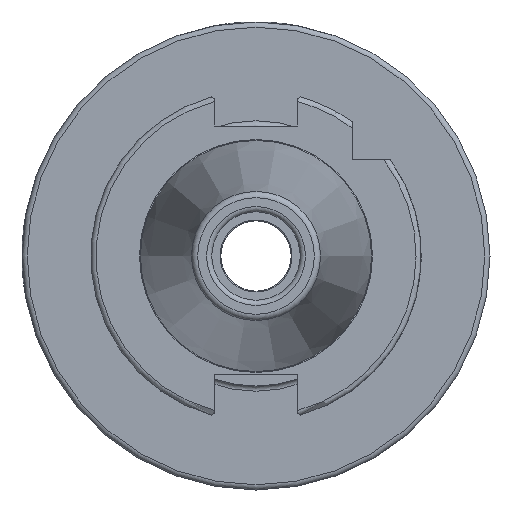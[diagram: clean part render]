
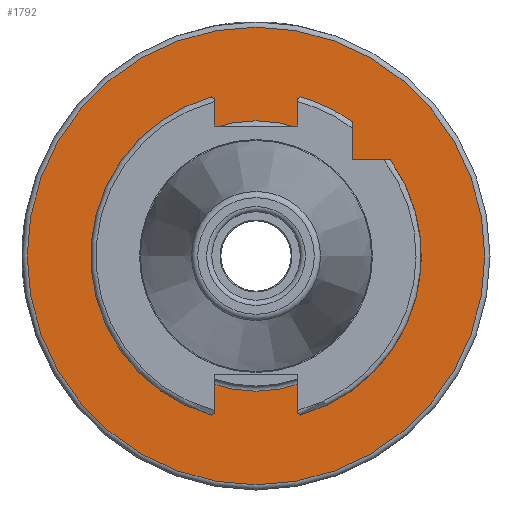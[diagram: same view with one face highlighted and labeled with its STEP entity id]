
A CAD part, left-side view. The second image highlights one B-rep face of the part: STEP entity #1792.
In plain terms, the highlighted planar face has unit normal (-1, 0, 0).
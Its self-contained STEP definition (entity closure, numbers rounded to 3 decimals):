
#51=FACE_BOUND('',#304,.T.);
#65=PLANE('',#1978);
#195=FACE_OUTER_BOUND('',#303,.T.);
#303=EDGE_LOOP('',(#1253));
#304=EDGE_LOOP('',(#1254));
#664=CIRCLE('',#1977,26.);
#665=CIRCLE('',#1979,44.);
#775=VERTEX_POINT('',#2890);
#776=VERTEX_POINT('',#2894);
#962=EDGE_CURVE('',#775,#775,#664,.T.);
#963=EDGE_CURVE('',#776,#776,#665,.T.);
#1253=ORIENTED_EDGE('',*,*,#963,.F.);
#1254=ORIENTED_EDGE('',*,*,#962,.F.);
#1792=ADVANCED_FACE('',(#195,#51),#65,.T.);
#1977=AXIS2_PLACEMENT_3D('',#2892,#2224,#2225);
#1978=AXIS2_PLACEMENT_3D('',#2893,#2226,#2227);
#1979=AXIS2_PLACEMENT_3D('',#2895,#2228,#2229);
#2224=DIRECTION('center_axis',(-1.,0.,0.));
#2225=DIRECTION('ref_axis',(0.,-1.,0.));
#2226=DIRECTION('center_axis',(-1.,0.,0.));
#2227=DIRECTION('ref_axis',(0.,0.,1.));
#2228=DIRECTION('center_axis',(1.,0.,0.));
#2229=DIRECTION('ref_axis',(0.,-1.,0.));
#2890=CARTESIAN_POINT('',(35.,0.,26.));
#2892=CARTESIAN_POINT('Origin',(35.,0.,0.));
#2893=CARTESIAN_POINT('Origin',(35.,45.,0.));
#2894=CARTESIAN_POINT('',(35.,0.,44.));
#2895=CARTESIAN_POINT('Origin',(35.,0.,0.));
